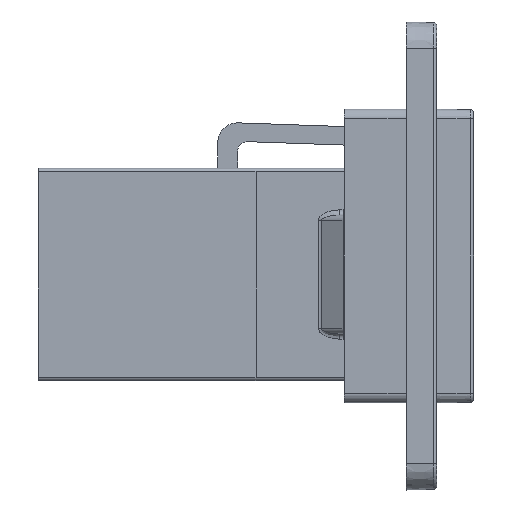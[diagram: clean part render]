
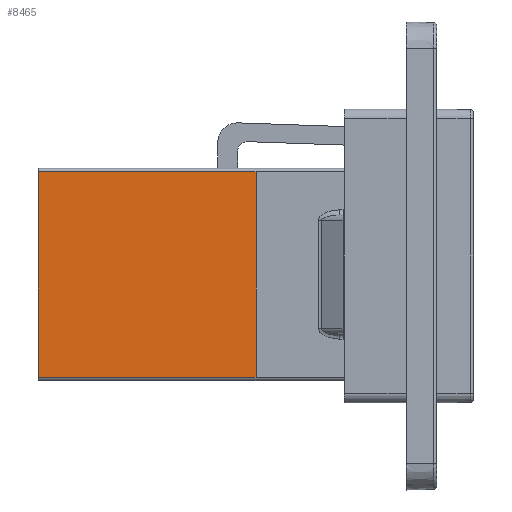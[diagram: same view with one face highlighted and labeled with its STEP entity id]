
A CAD part, left-side view. The second image highlights one B-rep face of the part: STEP entity #8465.
In plain terms, the highlighted planar face has unit normal (-1, 0, 0).
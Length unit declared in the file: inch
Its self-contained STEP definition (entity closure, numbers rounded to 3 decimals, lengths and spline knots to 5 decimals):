
#579=FACE_OUTER_BOUND('',#976,.T.);
#976=EDGE_LOOP('',(#6146,#6147,#6148,#6149));
#1504=LINE('',#17260,#2418);
#1515=LINE('',#17285,#2429);
#1520=LINE('',#17298,#2434);
#1521=LINE('',#17300,#2435);
#2418=VECTOR('',#9788,0.3937);
#2429=VECTOR('',#9811,0.3937);
#2434=VECTOR('',#9822,0.3937);
#2435=VECTOR('',#9825,0.3937);
#3489=VERTEX_POINT('',#17257);
#3490=VERTEX_POINT('',#17259);
#3498=VERTEX_POINT('',#17284);
#3503=VERTEX_POINT('',#17296);
#4450=EDGE_CURVE('',#3489,#3490,#1504,.F.);
#4463=EDGE_CURVE('',#3490,#3498,#1515,.T.);
#4470=EDGE_CURVE('',#3503,#3489,#1520,.T.);
#4471=EDGE_CURVE('',#3498,#3503,#1521,.F.);
#6146=ORIENTED_EDGE('',*,*,#4463,.F.);
#6147=ORIENTED_EDGE('',*,*,#4450,.F.);
#6148=ORIENTED_EDGE('',*,*,#4470,.F.);
#6149=ORIENTED_EDGE('',*,*,#4471,.F.);
#7722=PLANE('',#8925);
#8465=ADVANCED_FACE('',(#579),#7722,.T.);
#8925=AXIS2_PLACEMENT_3D('',#17299,#9823,#9824);
#9788=DIRECTION('',(0.,0.,-1.));
#9811=DIRECTION('',(0.,-1.,0.));
#9822=DIRECTION('',(0.,1.,0.));
#9823=DIRECTION('center_axis',(-1.,0.,0.));
#9824=DIRECTION('ref_axis',(0.,0.,
-1.));
#9825=DIRECTION('',(0.,0.,1.));
#17257=CARTESIAN_POINT('',(-0.28543,1.29921,-0.3622));
#17259=CARTESIAN_POINT('',(-0.28543,1.29921,0.25197));
#17260=CARTESIAN_POINT('',(-0.28543,1.29921,0.2563));
#17284=CARTESIAN_POINT('',(-0.28543,0.64961,0.25197));
#17285=CARTESIAN_POINT('',(-0.28543,1.29921,0.25197));
#17296=CARTESIAN_POINT('',(-0.28543,0.64961,-0.3622));
#17298=CARTESIAN_POINT('',(-0.28543,1.29921,-0.3622));
#17299=CARTESIAN_POINT('Origin',(-0.28543,1.29921,0.26772));
#17300=CARTESIAN_POINT('',(-0.28543,0.64961,0.01969));
